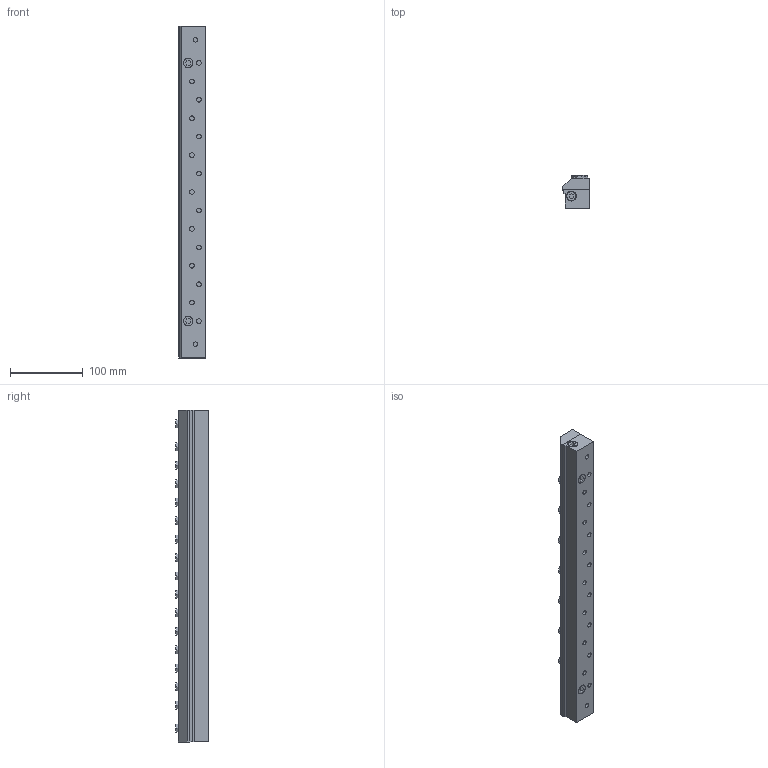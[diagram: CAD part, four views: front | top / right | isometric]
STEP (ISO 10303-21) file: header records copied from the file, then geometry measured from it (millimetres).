
FILE_DESCRIPTION((''),'2;1');
FILE_NAME('110018-PVDF.stp','2009-08-06T14:45:03',('David Woerner'),(''),'Autodesk Inventor 2010','Autodesk Inventor 2010','');
FILE_SCHEMA(('AUTOMOTIVE_DESIGN { 1 0 10303 214 1 1 1 1 }'));
Length unit declared in the file: inch
Products named in the file (7): 110018-PVDF; 901000; 901002; 901001; 900248; 2583; Parker Countersunk Hex-Head Plug 219P 219P-4
Assembly tree (24 placements, depth 3):
  110018-PVDF
    901000
    901002
    901001
    900248  x17
    2583  x3
      Parker Countersunk Hex-Head Plug 219P 219P-4
Bounding box: 36.53 x 45.26 x 457.2 mm (x, y, z)
Volume: 583663.9 mm3; surface area: 162016 mm2
Topology: 23 solids, 23 shells, 327 faces, 801 edges, 539 vertices
Faces by surface type: plane 220, bspline 48, cylinder 42, cone 17
Full cylindrical faces by diameter (mm): 6.477 x17, 7.163 x17
Entity records: 5396 total; most frequent: CARTESIAN_POINT 1579, DIRECTION 709, ORIENTED_EDGE 642, EDGE_CURVE 321, EDGE_LOOP 315, AXIS2_PLACEMENT_3D 278, VERTEX_POINT 250, FACE_BOUND 172
